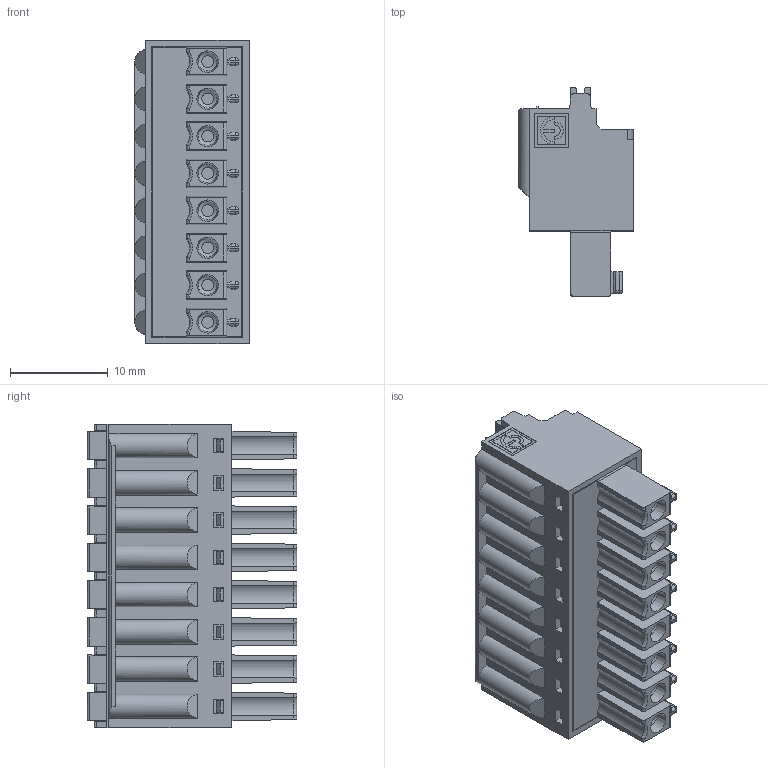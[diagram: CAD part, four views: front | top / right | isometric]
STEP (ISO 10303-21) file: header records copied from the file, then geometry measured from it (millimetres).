
FILE_DESCRIPTION(('STEP AP214'),'1');
FILE_NAME('SHM08-3,81-F.stp','2025-07-01T09:03:36',(' '),(' '),'Spatial InterOp 3D',' ',' ');
FILE_SCHEMA(('AUTOMOTIVE_DESIGN { 1 0 10303 214 1 1 1 1 }'));
Length unit declared in the file: metre
Products named in the file (1): 1751476457
Bounding box: 11.7 x 21.4 x 31.07 mm (x, y, z)
Volume: 4530.5 mm3; surface area: 3421.9 mm2
Topology: 1 solids, 1 shells, 847 faces, 2327 edges, 1516 vertices
Faces by surface type: plane 599, cylinder 199, cone 24, sphere 16, torus 8, extrusion 1
Full cylindrical faces by diameter (mm): 1.2 x8, 3.078 x8
Entity records: 39201 total; most frequent: CARTESIAN_POINT 6357, ORIENTED_EDGE 4478, DIRECTION 4126, EDGE_CURVE 2239, STYLED_ITEM 1845, PRESENTATION_STYLE_ASSIGNMENT 1845, COLOUR_RGB 1845, VECTOR 1712
